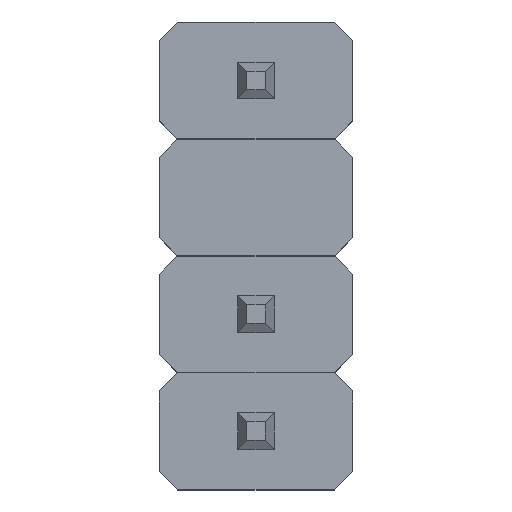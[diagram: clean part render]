
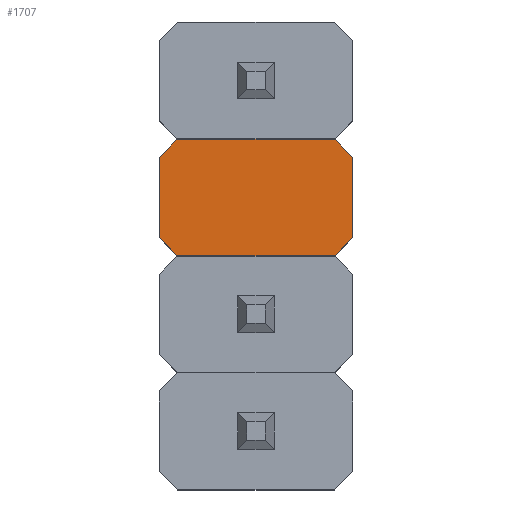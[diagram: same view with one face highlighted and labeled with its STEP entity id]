
A CAD part, top view. The second image highlights one B-rep face of the part: STEP entity #1707.
In plain terms, the highlighted planar face has unit normal (0, 0, 1).
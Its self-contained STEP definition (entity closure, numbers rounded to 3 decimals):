
#1450 = VERTEX_POINT('',#1451);
#1451 = CARTESIAN_POINT('',(-0.85,0.64,1.));
#1457 = EDGE_CURVE('',#1450,#1458,#1460,.T.);
#1458 = VERTEX_POINT('',#1459);
#1459 = CARTESIAN_POINT('',(0.85,0.64,1.));
#1460 = LINE('',#1461,#1462);
#1461 = CARTESIAN_POINT('',(-0.85,0.64,1.));
#1462 = VECTOR('',#1463,1.);
#1463 = DIRECTION('',(1.,0.,0.));
#1488 = EDGE_CURVE('',#1458,#1489,#1491,.T.);
#1489 = VERTEX_POINT('',#1490);
#1490 = CARTESIAN_POINT('',(1.05,0.44,1.));
#1491 = LINE('',#1492,#1493);
#1492 = CARTESIAN_POINT('',(0.85,0.64,1.));
#1493 = VECTOR('',#1494,1.);
#1494 = DIRECTION('',(0.707,-0.707,0.));
#1519 = EDGE_CURVE('',#1489,#1520,#1522,.T.);
#1520 = VERTEX_POINT('',#1521);
#1521 = CARTESIAN_POINT('',(1.05,-0.435,1.));
#1522 = LINE('',#1523,#1524);
#1523 = CARTESIAN_POINT('',(1.05,0.44,1.));
#1524 = VECTOR('',#1525,1.);
#1525 = DIRECTION('',(0.,-1.,0.));
#1550 = EDGE_CURVE('',#1520,#1551,#1553,.T.);
#1551 = VERTEX_POINT('',#1552);
#1552 = CARTESIAN_POINT('',(0.85,-0.635,1.));
#1553 = LINE('',#1554,#1555);
#1554 = CARTESIAN_POINT('',(1.05,-0.435,1.));
#1555 = VECTOR('',#1556,1.);
#1556 = DIRECTION('',(-0.707,-0.707,0.));
#1581 = EDGE_CURVE('',#1551,#1582,#1584,.T.);
#1582 = VERTEX_POINT('',#1583);
#1583 = CARTESIAN_POINT('',(-0.85,-0.635,1.));
#1584 = LINE('',#1585,#1586);
#1585 = CARTESIAN_POINT('',(0.85,-0.635,1.));
#1586 = VECTOR('',#1587,1.);
#1587 = DIRECTION('',(-1.,0.,0.));
#1612 = EDGE_CURVE('',#1582,#1613,#1615,.T.);
#1613 = VERTEX_POINT('',#1614);
#1614 = CARTESIAN_POINT('',(-1.05,-0.435,1.));
#1615 = LINE('',#1616,#1617);
#1616 = CARTESIAN_POINT('',(-0.85,-0.635,1.));
#1617 = VECTOR('',#1618,1.);
#1618 = DIRECTION('',(-0.707,0.707,0.));
#1643 = EDGE_CURVE('',#1613,#1644,#1646,.T.);
#1644 = VERTEX_POINT('',#1645);
#1645 = CARTESIAN_POINT('',(-1.05,0.44,1.));
#1646 = LINE('',#1647,#1648);
#1647 = CARTESIAN_POINT('',(-1.05,-0.435,1.));
#1648 = VECTOR('',#1649,1.);
#1649 = DIRECTION('',(0.,1.,0.));
#1674 = EDGE_CURVE('',#1644,#1450,#1675,.T.);
#1675 = LINE('',#1676,#1677);
#1676 = CARTESIAN_POINT('',(-1.05,0.44,1.));
#1677 = VECTOR('',#1678,1.);
#1678 = DIRECTION('',(0.707,0.707,0.));
#1707 = ADVANCED_FACE('',(#1708),#1718,.T.);
#1708 = FACE_BOUND('',#1709,.F.);
#1709 = EDGE_LOOP('',(#1710,#1711,#1712,#1713,#1714,#1715,#1716,#1717));
#1710 = ORIENTED_EDGE('',*,*,#1457,.T.);
#1711 = ORIENTED_EDGE('',*,*,#1488,.T.);
#1712 = ORIENTED_EDGE('',*,*,#1519,.T.);
#1713 = ORIENTED_EDGE('',*,*,#1550,.T.);
#1714 = ORIENTED_EDGE('',*,*,#1581,.T.);
#1715 = ORIENTED_EDGE('',*,*,#1612,.T.);
#1716 = ORIENTED_EDGE('',*,*,#1643,.T.);
#1717 = ORIENTED_EDGE('',*,*,#1674,.T.);
#1718 = PLANE('',#1719);
#1719 = AXIS2_PLACEMENT_3D('',#1720,#1721,#1722);
#1720 = CARTESIAN_POINT('',(0.,0.003,1.));
#1721 = DIRECTION('',(0.,0.,1.));
#1722 = DIRECTION('',(1.,0.,0.));
